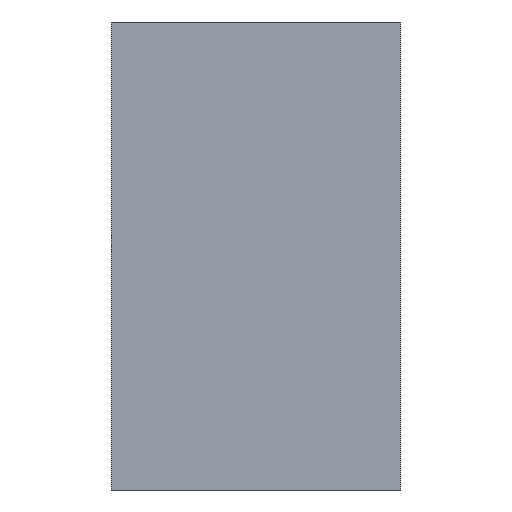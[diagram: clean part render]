
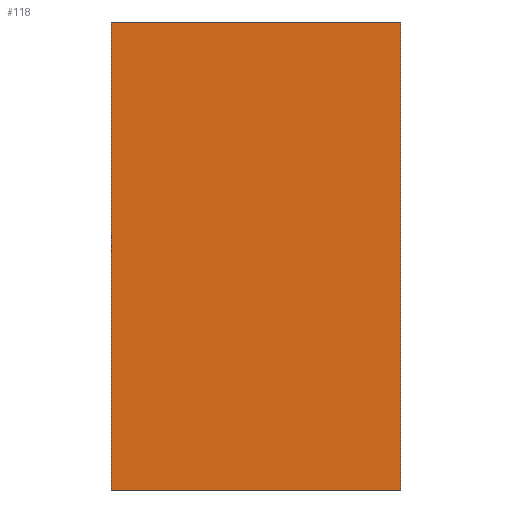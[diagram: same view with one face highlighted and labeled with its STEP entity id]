
A CAD part, front view. The second image highlights one B-rep face of the part: STEP entity #118.
In plain terms, the highlighted planar face has unit normal (0, -1, 0).
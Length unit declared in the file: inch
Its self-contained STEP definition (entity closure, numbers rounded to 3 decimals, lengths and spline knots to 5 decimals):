
#32=FACE_OUTER_BOUND('',#38,.T.);
#38=EDGE_LOOP('',(#103,#104,#105,#106));
#39=LINE('',#235,#51);
#43=LINE('',#243,#55);
#46=LINE('',#249,#58);
#49=LINE('',#254,#61);
#51=VECTOR('',#201,0.3937);
#55=VECTOR('',#207,0.3937);
#58=VECTOR('',#212,0.3937);
#61=VECTOR('',#217,0.3937);
#63=VERTEX_POINT('',#233);
#64=VERTEX_POINT('',#234);
#67=VERTEX_POINT('',#242);
#69=VERTEX_POINT('',#248);
#71=EDGE_CURVE('',#63,#64,#39,.T.);
#75=EDGE_CURVE('',#67,#63,#43,.T.);
#78=EDGE_CURVE('',#69,#67,#46,.T.);
#81=EDGE_CURVE('',#64,#69,#49,.T.);
#103=ORIENTED_EDGE('',*,*,#81,.F.);
#104=ORIENTED_EDGE('',*,*,#71,.F.);
#105=ORIENTED_EDGE('',*,*,#75,.F.);
#106=ORIENTED_EDGE('',*,*,#78,.F.);
#112=PLANE('',#189);
#118=ADVANCED_FACE('',(#32),#112,.F.);
#189=AXIS2_PLACEMENT_3D('',#257,#221,#222);
#201=DIRECTION('',(0.,0.,1.));
#207=DIRECTION('',(-1.,0.,0.));
#212=DIRECTION('',(0.,0.,-1.));
#217=DIRECTION('',(1.,0.,0.));
#221=DIRECTION('center_axis',(0.,1.,0.));
#222=DIRECTION('ref_axis',(0.,0.,1.));
#233=CARTESIAN_POINT('',(-0.70628,0.075,-3.15266));
#234=CARTESIAN_POINT('',(-0.70628,0.075,0.04734));
#235=CARTESIAN_POINT('',(-0.70628,0.075,-3.15266));
#242=CARTESIAN_POINT('',(1.27372,0.075,-3.15266));
#243=CARTESIAN_POINT('',(1.27372,0.075,-3.15266));
#248=CARTESIAN_POINT('',(1.27372,0.075,0.04734));
#249=CARTESIAN_POINT('',(1.27372,0.075,0.04734));
#254=CARTESIAN_POINT('',(-0.70628,0.075,0.04734));
#257=CARTESIAN_POINT('Origin',(0.28372,0.075,-1.55266));
